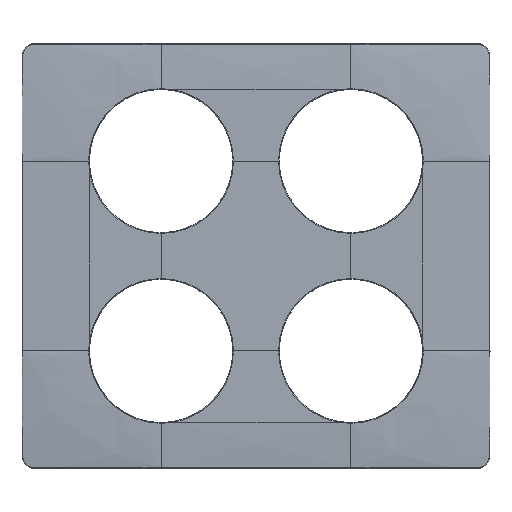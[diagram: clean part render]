
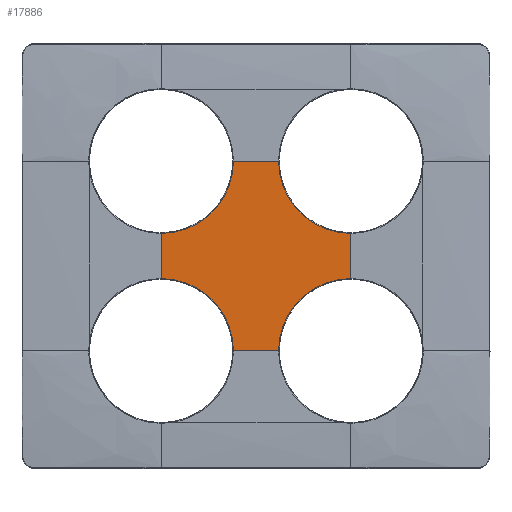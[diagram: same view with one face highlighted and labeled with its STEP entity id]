
A CAD part, top view. The second image highlights one B-rep face of the part: STEP entity #17886.
In plain terms, the highlighted planar face has unit normal (0, 0, -1).
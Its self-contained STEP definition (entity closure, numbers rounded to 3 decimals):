
#17792=AXIS2_PLACEMENT_3D('Plane Axis2P3D',#17789,#17790,#17791) ;
#17831=AXIS2_PLACEMENT_3D('Circle Axis2P3D',#17829,#17830,$) ;
#17845=AXIS2_PLACEMENT_3D('Circle Axis2P3D',#17843,#17844,$) ;
#17859=AXIS2_PLACEMENT_3D('Circle Axis2P3D',#17857,#17858,$) ;
#17873=AXIS2_PLACEMENT_3D('Circle Axis2P3D',#17871,#17872,$) ;
#17789=CARTESIAN_POINT('Axis2P3D Location',(71.,71.,8.7)) ;
#17798=CARTESIAN_POINT('Vertex',(27.046,0.,8.7)) ;
#17803=CARTESIAN_POINT('Line Origine',(35.5,0.,8.7)) ;
#17807=CARTESIAN_POINT('Vertex',(43.954,0.,8.7)) ;
#17829=CARTESIAN_POINT('Axis2P3D Location',(0.,0.,8.7)) ;
#17833=CARTESIAN_POINT('Vertex',(0.,27.046,8.7)) ;
#17836=CARTESIAN_POINT('Line Origine',(0.,35.5,8.7)) ;
#17840=CARTESIAN_POINT('Vertex',(0.,43.954,8.7)) ;
#17843=CARTESIAN_POINT('Axis2P3D Location',(0.,71.,8.7)) ;
#17847=CARTESIAN_POINT('Vertex',(27.046,71.,8.7)) ;
#17850=CARTESIAN_POINT('Line Origine',(35.5,71.,8.7)) ;
#17854=CARTESIAN_POINT('Vertex',(43.954,71.,8.7)) ;
#17857=CARTESIAN_POINT('Axis2P3D Location',(71.,71.,8.7)) ;
#17861=CARTESIAN_POINT('Vertex',(71.,43.954,8.7)) ;
#17864=CARTESIAN_POINT('Line Origine',(71.,35.5,8.7)) ;
#17868=CARTESIAN_POINT('Vertex',(71.,27.046,8.7)) ;
#17871=CARTESIAN_POINT('Axis2P3D Location',(71.,0.,8.7)) ;
#17790=DIRECTION('Axis2P3D Direction',(0.,-0.,1.)) ;
#17791=DIRECTION('Axis2P3D XDirection',(0.,1.,0.)) ;
#17804=DIRECTION('Vector Direction',(-1.,0.,0.)) ;
#17830=DIRECTION('Axis2P3D Direction',(0.,-0.,1.)) ;
#17837=DIRECTION('Vector Direction',(0.,1.,0.)) ;
#17844=DIRECTION('Axis2P3D Direction',(0.,-0.,1.)) ;
#17851=DIRECTION('Vector Direction',(-1.,0.,0.)) ;
#17858=DIRECTION('Axis2P3D Direction',(0.,-0.,1.)) ;
#17865=DIRECTION('Vector Direction',(0.,1.,0.)) ;
#17872=DIRECTION('Axis2P3D Direction',(0.,-0.,1.)) ;
#17805=VECTOR('Line Direction',#17804,1.) ;
#17838=VECTOR('Line Direction',#17837,1.) ;
#17852=VECTOR('Line Direction',#17851,1.) ;
#17866=VECTOR('Line Direction',#17865,1.) ;
#17877=ORIENTED_EDGE('',*,*,#17835,.F.) ;
#17878=ORIENTED_EDGE('',*,*,#17842,.T.) ;
#17879=ORIENTED_EDGE('',*,*,#17849,.F.) ;
#17880=ORIENTED_EDGE('',*,*,#17856,.F.) ;
#17881=ORIENTED_EDGE('',*,*,#17863,.F.) ;
#17882=ORIENTED_EDGE('',*,*,#17870,.F.) ;
#17883=ORIENTED_EDGE('',*,*,#17875,.F.) ;
#17884=ORIENTED_EDGE('',*,*,#17809,.T.) ;
#17886=ADVANCED_FACE('Extraction.151',(#17885),#17793,.F.) ;
#17832=CIRCLE('generated circle',#17831,27.046) ;
#17846=CIRCLE('generated circle',#17845,27.046) ;
#17860=CIRCLE('generated circle',#17859,27.046) ;
#17874=CIRCLE('generated circle',#17873,27.046) ;
#17809=EDGE_CURVE('',#17808,#17799,#17806,.T.) ;
#17835=EDGE_CURVE('',#17834,#17799,#17832,.F.) ;
#17842=EDGE_CURVE('',#17834,#17841,#17839,.T.) ;
#17849=EDGE_CURVE('',#17848,#17841,#17846,.F.) ;
#17856=EDGE_CURVE('',#17855,#17848,#17853,.T.) ;
#17863=EDGE_CURVE('',#17862,#17855,#17860,.F.) ;
#17870=EDGE_CURVE('',#17869,#17862,#17867,.T.) ;
#17875=EDGE_CURVE('',#17808,#17869,#17874,.F.) ;
#17876=EDGE_LOOP('',(#17877,#17878,#17879,#17880,#17881,#17882,#17883,#17884)) ;
#17885=FACE_OUTER_BOUND('',#17876,.T.) ;
#17806=LINE('Line',#17803,#17805) ;
#17839=LINE('Line',#17836,#17838) ;
#17853=LINE('Line',#17850,#17852) ;
#17867=LINE('Line',#17864,#17866) ;
#17793=PLANE('',#17792) ;
#17799=VERTEX_POINT('',#17798) ;
#17808=VERTEX_POINT('',#17807) ;
#17834=VERTEX_POINT('',#17833) ;
#17841=VERTEX_POINT('',#17840) ;
#17848=VERTEX_POINT('',#17847) ;
#17855=VERTEX_POINT('',#17854) ;
#17862=VERTEX_POINT('',#17861) ;
#17869=VERTEX_POINT('',#17868) ;
